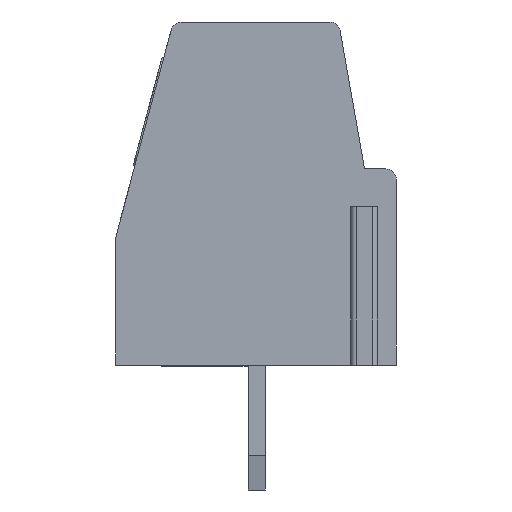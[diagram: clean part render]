
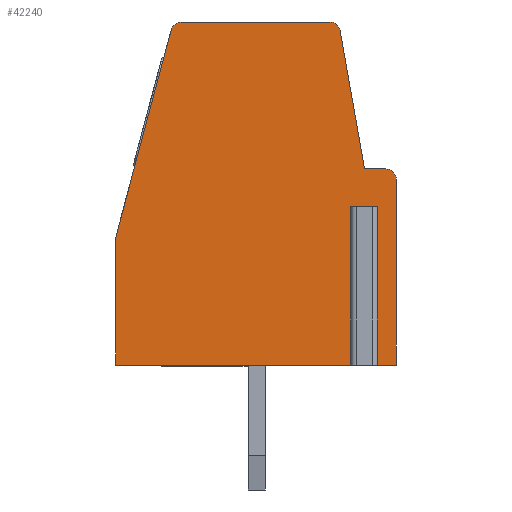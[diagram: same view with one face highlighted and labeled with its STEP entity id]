
A CAD part, left-side view. The second image highlights one B-rep face of the part: STEP entity #42240.
In plain terms, the highlighted face is planar.
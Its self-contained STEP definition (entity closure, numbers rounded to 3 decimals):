
#25280=CARTESIAN_POINT('',(0.723,4.505,-10.135));
#25290=VERTEX_POINT('',#25280);
#25320=CARTESIAN_POINT('',(0.723,3.83,-10.135));
#25330=DIRECTION('',(0.,-1.,0.));
#25340=VECTOR('',#25330,1.);
#25350=LINE('',#25320,#25340);
#25360=CARTESIAN_POINT('',(0.723,-0.095,-10.135
));
#25370=VERTEX_POINT('',#25360);
#25380=EDGE_CURVE('',#25290,#25370,#25350,.T.);
#28490=CARTESIAN_POINT('',(8.15,3.623,-10.135));
#28500=VERTEX_POINT('',#28490);
#28530=CARTESIAN_POINT('',(8.15,3.83,-10.135));
#28540=DIRECTION('',(0.,-1.,0.));
#28550=VECTOR('',#28540,1.);
#28560=LINE('',#28530,#28550);
#28570=CARTESIAN_POINT('',(8.15,-0.095,-10.135)
);
#28580=VERTEX_POINT('',#28570);
#28590=EDGE_CURVE('',#28500,#28580,#28560,.T.);
#29690=CARTESIAN_POINT('',(4.239,5.605,-10.135));
#29700=DIRECTION('',(1.,0.,0.));
#29710=VECTOR('',#29700,1.);
#29720=LINE('',#29690,#29710);
#29730=CARTESIAN_POINT('',(0.3,5.605,-10.135));
#29740=VERTEX_POINT('',#29730);
#29750=CARTESIAN_POINT('',(0.922,5.605,-10.135));
#29760=VERTEX_POINT('',#29750);
#29770=EDGE_CURVE('',#29740,#29760,#29720,.T.);
#33540=CARTESIAN_POINT('',(1.137,4.505,-10.135));
#33550=VERTEX_POINT('',#33540);
#33580=CARTESIAN_POINT('',(4.239,4.505,-10.135));
#33590=DIRECTION('',(-1.,0.,0.));
#33600=VECTOR('',#33590,1.);
#33610=LINE('',#33580,#33600);
#33620=EDGE_CURVE('',#33550,#25290,#33610,.T.);
#36110=CARTESIAN_POINT('',(1.137,3.83,-10.135));
#36120=DIRECTION('',(0.,-1.,0.));
#36130=VECTOR('',#36120,1.);
#36140=LINE('',#36110,#36130);
#36150=CARTESIAN_POINT('',(1.137,-0.095,-10.135)
);
#36160=VERTEX_POINT('',#36150);
#36170=EDGE_CURVE('',#33550,#36160,#36140,.T.);
#36550=CARTESIAN_POINT('',(0.,5.305,-10.135
));
#36560=VERTEX_POINT('',#36550);
#36590=CARTESIAN_POINT('',(0.3,5.305,-10.135));
#36600=DIRECTION('',(0.,0.,1.));
#36610=DIRECTION('',(1.,0.,0.));
#36620=AXIS2_PLACEMENT_3D('',#36590,#36600,#36610);
#36630=CIRCLE('',#36620,0.3);
#36640=EDGE_CURVE('',#29740,#36560,#36630,.T.);
#37450=CARTESIAN_POINT('',(4.239,-0.095,-10.135)
);
#37460=DIRECTION('',(-1.,0.,0.));
#37470=VECTOR('',#37460,1.);
#37480=LINE('',#37450,#37470);
#37490=EDGE_CURVE('',#28580,#36160,#37480,.T.);
#37630=CARTESIAN_POINT('',(0.,-0.095,
-10.135));
#37640=VERTEX_POINT('',#37630);
#37650=EDGE_CURVE('',#25370,#37640,#37480,.T.);
#41630=CARTESIAN_POINT('',(0.524,4.249,-10.135));
#41640=DIRECTION('',(0.,0.,-1.));
#41650=DIRECTION('',(-1.,0.,0.));
#41660=AXIS2_PLACEMENT_3D('',#41630,#41640,#41650);
#41670=PLANE('',#41660);
#41680=CARTESIAN_POINT('',(6.245,9.575,-10.135));
#41690=DIRECTION('',(0.,0.,1.));
#41700=DIRECTION('',(1.,0.,0.));
#41710=AXIS2_PLACEMENT_3D('',#41680,#41690,#41700);
#41720=CIRCLE('',#41710,0.3);
#41730=CARTESIAN_POINT('',(6.535,9.652,-10.135));
#41740=VERTEX_POINT('',#41730);
#41750=CARTESIAN_POINT('',(6.245,9.875,-10.135));
#41760=VERTEX_POINT('',#41750);
#41770=EDGE_CURVE('',#41740,#41760,#41720,.T.);
#41780=ORIENTED_EDGE('',*,*,#41770,.F.);
#41790=CARTESIAN_POINT('',(4.239,9.875,-10.135));
#41800=DIRECTION('',(1.,0.,0.));
#41810=VECTOR('',#41800,1.);
#41820=LINE('',#41790,#41810);
#41830=CARTESIAN_POINT('',(1.927,9.875,-10.135));
#41840=VERTEX_POINT('',#41830);
#41850=EDGE_CURVE('',#41840,#41760,#41820,.T.);
#41860=ORIENTED_EDGE('',*,*,#41850,.T.);
#41870=CARTESIAN_POINT('',(1.927,9.575,-10.135));
#41880=DIRECTION('',(0.,0.,1.));
#41890=DIRECTION('',(1.,0.,0.));
#41900=AXIS2_PLACEMENT_3D('',#41870,#41880,#41890);
#41910=CIRCLE('',#41900,0.3);
#41920=CARTESIAN_POINT('',(1.631,9.627,-10.135));
#41930=VERTEX_POINT('',#41920);
#41940=EDGE_CURVE('',#41840,#41930,#41910,.T.);
#41950=ORIENTED_EDGE('',*,*,#41940,.F.);
#41960=CARTESIAN_POINT('',(0.609,3.83,-10.135));
#41970=DIRECTION('',(-0.174,-0.985,0.));
#41980=VECTOR('',#41970,1.);
#41990=LINE('',#41960,#41980);
#42000=EDGE_CURVE('',#41930,#29760,#41990,.T.);
#42010=ORIENTED_EDGE('',*,*,#42000,.F.);
#42020=ORIENTED_EDGE('',*,*,#29770,.T.);
#42030=ORIENTED_EDGE('',*,*,#36640,.F.);
#42040=CARTESIAN_POINT('',(0.,3.83,-10.135
));
#42050=DIRECTION('',(0.,1.,0.));
#42060=VECTOR('',#42050,1.);
#42070=LINE('',#42040,#42060);
#42080=EDGE_CURVE('',#37640,#36560,#42070,.T.);
#42090=ORIENTED_EDGE('',*,*,#42080,.T.);
#42100=ORIENTED_EDGE('',*,*,#37650,.T.);
#42110=ORIENTED_EDGE('',*,*,#25380,.T.);
#42120=ORIENTED_EDGE('',*,*,#33620,.T.);
#42130=ORIENTED_EDGE('',*,*,#36170,.F.);
#42140=ORIENTED_EDGE('',*,*,#37490,.T.);
#42150=ORIENTED_EDGE('',*,*,#28590,.T.);
#42160=CARTESIAN_POINT('',(8.095,3.83,-10.135));
#42170=DIRECTION('',(0.259,-0.966,0.));
#42180=VECTOR('',#42170,1.);
#42190=LINE('',#42160,#42180);
#42200=EDGE_CURVE('',#41740,#28500,#42190,.T.);
#42210=ORIENTED_EDGE('',*,*,#42200,.T.);
#42220=EDGE_LOOP('',(#42210,#42150,#42140,#42130,#42120,#42110,#42100,
#42090,#42030,#42020,#42010,#41950,#41860,#41780));
#42230=FACE_OUTER_BOUND('',#42220,.T.);
#42240=ADVANCED_FACE('',(#42230),#41670,.T.);
